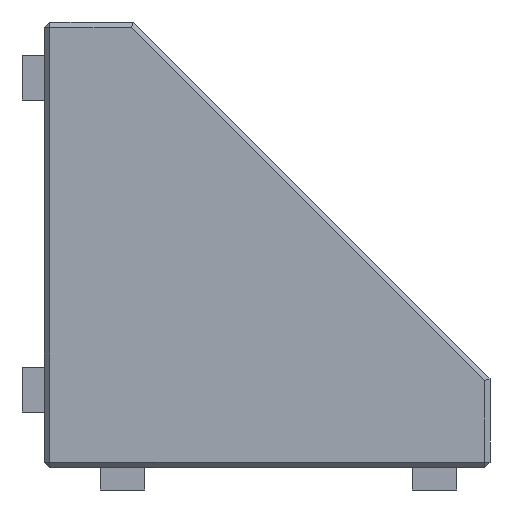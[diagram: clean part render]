
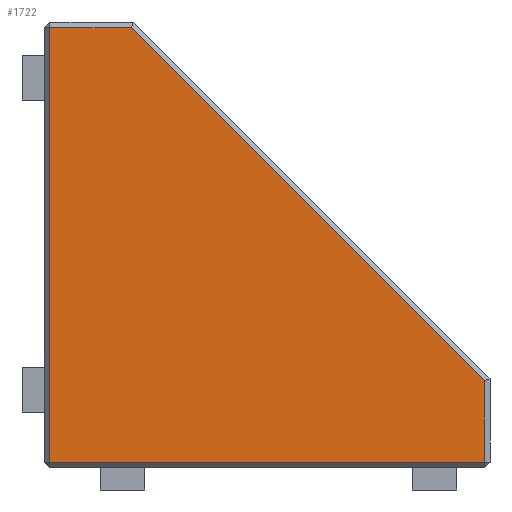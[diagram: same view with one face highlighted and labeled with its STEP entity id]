
A CAD part, front view. The second image highlights one B-rep face of the part: STEP entity #1722.
In plain terms, the highlighted planar face has unit normal (0, -1, 0).
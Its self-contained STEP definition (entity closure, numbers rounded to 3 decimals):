
#184 = PLANE('',#185);
#185 = AXIS2_PLACEMENT_3D('',#186,#187,#188);
#186 = CARTESIAN_POINT('',(19.875,-8.375,0.));
#187 = DIRECTION('',(-0.707,0.707,0.));
#188 = DIRECTION('',(0.,0.,1.));
#729 = PLANE('',#730);
#730 = AXIS2_PLACEMENT_3D('',#731,#732,#733);
#731 = CARTESIAN_POINT('',(19.912,-8.375,3.912));
#732 = DIRECTION('',(-0.5,0.707,-0.5));
#733 = DIRECTION('',(-0.707,0.,0.707)
  );
#826 = VERTEX_POINT('',#827);
#827 = CARTESIAN_POINT('',(19.75,-8.5,0.25));
#853 = EDGE_CURVE('',#826,#854,#856,.T.);
#854 = VERTEX_POINT('',#855);
#855 = CARTESIAN_POINT('',(19.75,-8.5,3.896));
#856 = SURFACE_CURVE('',#857,(#861,#868),.PCURVE_S1.);
#857 = LINE('',#858,#859);
#858 = CARTESIAN_POINT('',(19.75,-8.5,0.));
#859 = VECTOR('',#860,1.);
#860 = DIRECTION('',(0.,0.,1.));
#861 = PCURVE('',#184,#862);
#862 = DEFINITIONAL_REPRESENTATION('',(#863),#867);
#863 = LINE('',#864,#865);
#864 = CARTESIAN_POINT('',(0.,-0.177));
#865 = VECTOR('',#866,1.);
#866 = DIRECTION('',(1.,0.));
#867 = ( GEOMETRIC_REPRESENTATION_CONTEXT(2) 
PARAMETRIC_REPRESENTATION_CONTEXT() REPRESENTATION_CONTEXT('2D SPACE',''
  ) );
#868 = PCURVE('',#869,#874);
#869 = PLANE('',#870);
#870 = AXIS2_PLACEMENT_3D('',#871,#872,#873);
#871 = CARTESIAN_POINT('',(7.922,-8.5,7.922));
#872 = DIRECTION('',(-0.,-1.,0.));
#873 = DIRECTION('',(0.,0.,-1.));
#874 = DEFINITIONAL_REPRESENTATION('',(#875),#879);
#875 = LINE('',#876,#877);
#876 = CARTESIAN_POINT('',(7.922,11.828));
#877 = VECTOR('',#878,1.);
#878 = DIRECTION('',(-1.,0.));
#879 = ( GEOMETRIC_REPRESENTATION_CONTEXT(2) 
PARAMETRIC_REPRESENTATION_CONTEXT() REPRESENTATION_CONTEXT('2D SPACE',''
  ) );
#1412 = PLANE('',#1413);
#1413 = AXIS2_PLACEMENT_3D('',#1414,#1415,#1416);
#1414 = CARTESIAN_POINT('',(4.,-8.375,19.875));
#1415 = DIRECTION('',(0.,0.707,-0.707));
#1416 = DIRECTION('',(-1.,0.,0.));
#1539 = EDGE_CURVE('',#854,#1540,#1542,.T.);
#1540 = VERTEX_POINT('',#1541);
#1541 = CARTESIAN_POINT('',(3.896,-8.5,19.75));
#1542 = SURFACE_CURVE('',#1543,(#1547,#1554),.PCURVE_S1.);
#1543 = LINE('',#1544,#1545);
#1544 = CARTESIAN_POINT('',(19.823,-8.5,3.823));
#1545 = VECTOR('',#1546,1.);
#1546 = DIRECTION('',(-0.707,0.,0.707));
#1547 = PCURVE('',#729,#1548);
#1548 = DEFINITIONAL_REPRESENTATION('',(#1549),#1553);
#1549 = LINE('',#1550,#1551);
#1550 = CARTESIAN_POINT('',(0.,-0.177));
#1551 = VECTOR('',#1552,1.);
#1552 = DIRECTION('',(1.,0.));
#1553 = ( GEOMETRIC_REPRESENTATION_CONTEXT(2) 
PARAMETRIC_REPRESENTATION_CONTEXT() REPRESENTATION_CONTEXT('2D SPACE',''
  ) );
#1554 = PCURVE('',#869,#1555);
#1555 = DEFINITIONAL_REPRESENTATION('',(#1556),#1560);
#1556 = LINE('',#1557,#1558);
#1557 = CARTESIAN_POINT('',(4.099,11.901));
#1558 = VECTOR('',#1559,1.);
#1559 = DIRECTION('',(-0.707,-0.707));
#1560 = ( GEOMETRIC_REPRESENTATION_CONTEXT(2) 
PARAMETRIC_REPRESENTATION_CONTEXT() REPRESENTATION_CONTEXT('2D SPACE',''
  ) );
#1711 = PLANE('',#1712);
#1712 = AXIS2_PLACEMENT_3D('',#1713,#1714,#1715);
#1713 = CARTESIAN_POINT('',(0.,-8.375,0.125));
#1714 = DIRECTION('',(0.,0.707,0.707));
#1715 = DIRECTION('',(-1.,0.,0.));
#1722 = ADVANCED_FACE('',(#1723),#869,.T.);
#1723 = FACE_BOUND('',#1724,.T.);
#1724 = EDGE_LOOP('',(#1725,#1748,#1776,#1797,#1798));
#1725 = ORIENTED_EDGE('',*,*,#1726,.T.);
#1726 = EDGE_CURVE('',#1540,#1727,#1729,.T.);
#1727 = VERTEX_POINT('',#1728);
#1728 = CARTESIAN_POINT('',(0.25,-8.5,19.75));
#1729 = SURFACE_CURVE('',#1730,(#1734,#1741),.PCURVE_S1.);
#1730 = LINE('',#1731,#1732);
#1731 = CARTESIAN_POINT('',(4.,-8.5,19.75));
#1732 = VECTOR('',#1733,1.);
#1733 = DIRECTION('',(-1.,0.,0.));
#1734 = PCURVE('',#869,#1735);
#1735 = DEFINITIONAL_REPRESENTATION('',(#1736),#1740);
#1736 = LINE('',#1737,#1738);
#1737 = CARTESIAN_POINT('',(-11.828,-3.922));
#1738 = VECTOR('',#1739,1.);
#1739 = DIRECTION('',(0.,-1.));
#1740 = ( GEOMETRIC_REPRESENTATION_CONTEXT(2) 
PARAMETRIC_REPRESENTATION_CONTEXT() REPRESENTATION_CONTEXT('2D SPACE',''
  ) );
#1741 = PCURVE('',#1412,#1742);
#1742 = DEFINITIONAL_REPRESENTATION('',(#1743),#1747);
#1743 = LINE('',#1744,#1745);
#1744 = CARTESIAN_POINT('',(0.,-0.177));
#1745 = VECTOR('',#1746,1.);
#1746 = DIRECTION('',(1.,0.));
#1747 = ( GEOMETRIC_REPRESENTATION_CONTEXT(2) 
PARAMETRIC_REPRESENTATION_CONTEXT() REPRESENTATION_CONTEXT('2D SPACE',''
  ) );
#1748 = ORIENTED_EDGE('',*,*,#1749,.T.);
#1749 = EDGE_CURVE('',#1727,#1750,#1752,.T.);
#1750 = VERTEX_POINT('',#1751);
#1751 = CARTESIAN_POINT('',(0.25,-8.5,0.25));
#1752 = SURFACE_CURVE('',#1753,(#1757,#1764),.PCURVE_S1.);
#1753 = LINE('',#1754,#1755);
#1754 = CARTESIAN_POINT('',(0.25,-8.5,20.));
#1755 = VECTOR('',#1756,1.);
#1756 = DIRECTION('',(0.,0.,-1.));
#1757 = PCURVE('',#869,#1758);
#1758 = DEFINITIONAL_REPRESENTATION('',(#1759),#1763);
#1759 = LINE('',#1760,#1761);
#1760 = CARTESIAN_POINT('',(-12.078,-7.672));
#1761 = VECTOR('',#1762,1.);
#1762 = DIRECTION('',(1.,0.));
#1763 = ( GEOMETRIC_REPRESENTATION_CONTEXT(2) 
PARAMETRIC_REPRESENTATION_CONTEXT() REPRESENTATION_CONTEXT('2D SPACE',''
  ) );
#1764 = PCURVE('',#1765,#1770);
#1765 = PLANE('',#1766);
#1766 = AXIS2_PLACEMENT_3D('',#1767,#1768,#1769);
#1767 = CARTESIAN_POINT('',(0.125,-8.375,20.));
#1768 = DIRECTION('',(0.707,0.707,0.));
#1769 = DIRECTION('',(0.,0.,1.));
#1770 = DEFINITIONAL_REPRESENTATION('',(#1771),#1775);
#1771 = LINE('',#1772,#1773);
#1772 = CARTESIAN_POINT('',(0.,0.177));
#1773 = VECTOR('',#1774,1.);
#1774 = DIRECTION('',(-1.,0.));
#1775 = ( GEOMETRIC_REPRESENTATION_CONTEXT(2) 
PARAMETRIC_REPRESENTATION_CONTEXT() REPRESENTATION_CONTEXT('2D SPACE',''
  ) );
#1776 = ORIENTED_EDGE('',*,*,#1777,.T.);
#1777 = EDGE_CURVE('',#1750,#826,#1778,.T.);
#1778 = SURFACE_CURVE('',#1779,(#1783,#1790),.PCURVE_S1.);
#1779 = LINE('',#1780,#1781);
#1780 = CARTESIAN_POINT('',(0.,-8.5,0.25));
#1781 = VECTOR('',#1782,1.);
#1782 = DIRECTION('',(1.,0.,0.));
#1783 = PCURVE('',#869,#1784);
#1784 = DEFINITIONAL_REPRESENTATION('',(#1785),#1789);
#1785 = LINE('',#1786,#1787);
#1786 = CARTESIAN_POINT('',(7.672,-7.922));
#1787 = VECTOR('',#1788,1.);
#1788 = DIRECTION('',(0.,1.));
#1789 = ( GEOMETRIC_REPRESENTATION_CONTEXT(2) 
PARAMETRIC_REPRESENTATION_CONTEXT() REPRESENTATION_CONTEXT('2D SPACE',''
  ) );
#1790 = PCURVE('',#1711,#1791);
#1791 = DEFINITIONAL_REPRESENTATION('',(#1792),#1796);
#1792 = LINE('',#1793,#1794);
#1793 = CARTESIAN_POINT('',(-0.,0.177));
#1794 = VECTOR('',#1795,1.);
#1795 = DIRECTION('',(-1.,0.));
#1796 = ( GEOMETRIC_REPRESENTATION_CONTEXT(2) 
PARAMETRIC_REPRESENTATION_CONTEXT() REPRESENTATION_CONTEXT('2D SPACE',''
  ) );
#1797 = ORIENTED_EDGE('',*,*,#853,.T.);
#1798 = ORIENTED_EDGE('',*,*,#1539,.T.);
